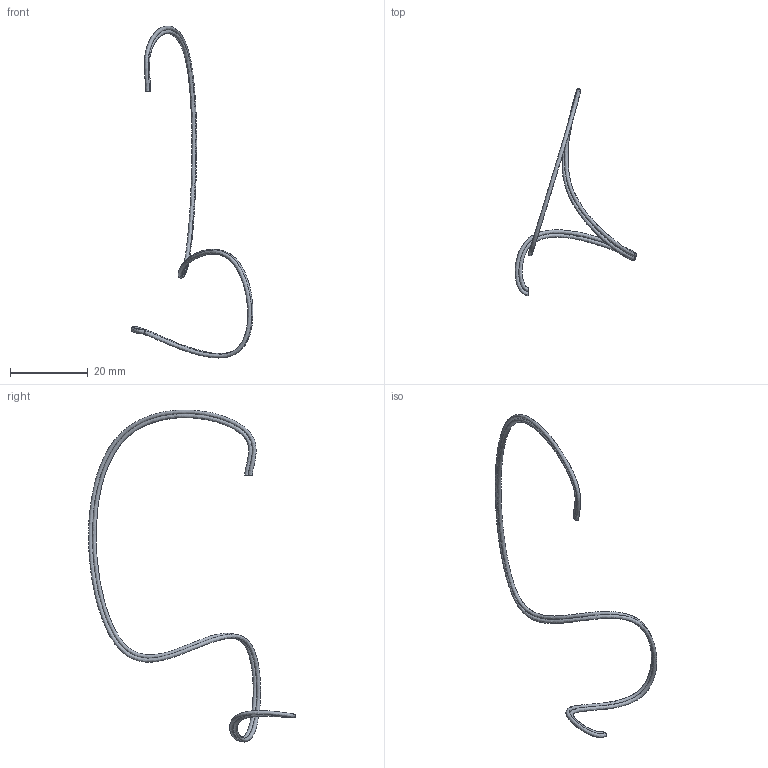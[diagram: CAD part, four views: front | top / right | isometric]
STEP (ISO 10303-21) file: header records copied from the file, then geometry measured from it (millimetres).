
FILE_DESCRIPTION( ( '' ), ' ' );
FILE_NAME( '5e2f03163ca5cb14b4759c62.step', '2020-01-27T15:34:46', ( '' ), ( '' ), ' ', ' ', ' ' );
FILE_SCHEMA( ( 'AUTOMOTIVE_DESIGN { 1 0 10303 214 1 1 1 1 }' ) );
Length unit declared in the file: metre
Products named in the file (2): Battery Red Wire; Battery Black Wire
Bounding box: 31.45 x 53.36 x 85.61 mm (x, y, z)
Volume: 328.7 mm3; surface area: 1327.9 mm2
Topology: 2 solids, 2 shells, 6 faces, 6 edges, 4 vertices
Faces by surface type: plane 4, bspline 2
Entity records: 1400 total; most frequent: CARTESIAN_POINT 1246, DIRECTION 20, AXIS2_PLACEMENT_3D 10, FACE_OUTER_BOUND 8, EDGE_LOOP 8, ORIENTED_EDGE 8, STYLED_ITEM 6, PRESENTATION_STYLE_ASSIGNMENT 6
